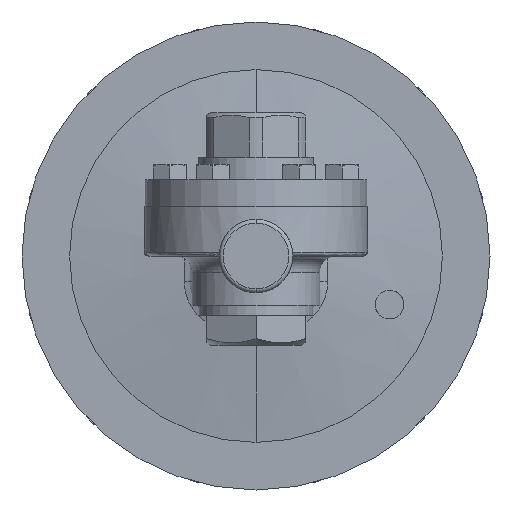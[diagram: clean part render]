
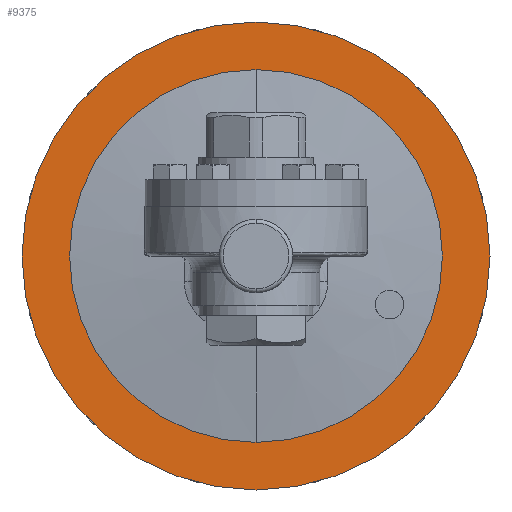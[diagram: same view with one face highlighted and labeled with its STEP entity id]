
A CAD part, front view. The second image highlights one B-rep face of the part: STEP entity #9375.
In plain terms, the highlighted planar face has unit normal (0, -1, 0).
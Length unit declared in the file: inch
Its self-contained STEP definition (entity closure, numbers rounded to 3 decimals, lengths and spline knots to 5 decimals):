
#322 = AXIS2_PLACEMENT_3D ( 'NONE', #2195, #9689, #3272 ) ;
#449 = EDGE_LOOP ( 'NONE', ( #1216, #8489 ) ) ;
#568 = CARTESIAN_POINT ( 'NONE',  ( 2.92289, 5.6117, 5.32413 ) ) ;
#1216 = ORIENTED_EDGE ( 'NONE', *, *, #8878, .T. ) ;
#1257 = CIRCLE ( 'NONE', #322, 3.565 ) ;
#1663 = DIRECTION ( 'NONE',  ( 0., 0., -1. ) ) ;
#1917 = FACE_BOUND ( 'NONE', #12817, .T. ) ;
#2195 = CARTESIAN_POINT ( 'NONE',  ( 2.92289, 5.6117, 5.32413 ) ) ;
#2443 = CARTESIAN_POINT ( 'NONE',  ( 2.92289, 5.6117, 8.16413 ) ) ;
#2499 = ORIENTED_EDGE ( 'NONE', *, *, #10716, .F. ) ;
#2562 = CARTESIAN_POINT ( 'NONE',  ( 2.92289, 5.6117, 2.48413 ) ) ;
#2587 = VERTEX_POINT ( 'NONE', #3078 ) ;
#2872 = VERTEX_POINT ( 'NONE', #2443 ) ;
#3034 = PLANE ( 'NONE',  #11558 ) ;
#3078 = CARTESIAN_POINT ( 'NONE',  ( 2.92289, 5.6117, 8.88913 ) ) ;
#3121 = ORIENTED_EDGE ( 'NONE', *, *, #12076, .F. ) ;
#3272 = DIRECTION ( 'NONE',  ( 0., 0., -1. ) ) ;
#3649 = CIRCLE ( 'NONE', #12457, 2.84 ) ;
#4093 = DIRECTION ( 'NONE',  ( 0., 0., -1. ) ) ;
#4551 = DIRECTION ( 'NONE',  ( 0., -1., 0. ) ) ;
#4737 = FACE_OUTER_BOUND ( 'NONE', #449, .T. ) ;
#5200 = DIRECTION ( 'NONE',  ( 0., -1., 0. ) ) ;
#7625 = VERTEX_POINT ( 'NONE', #9226 ) ;
#8064 = DIRECTION ( 'NONE',  ( 0., -1., 0. ) ) ;
#8311 = EDGE_CURVE ( 'NONE', #2587, #7625, #8470, .T. ) ;
#8470 = CIRCLE ( 'NONE', #10455, 3.565 ) ;
#8489 = ORIENTED_EDGE ( 'NONE', *, *, #8311, .T. ) ;
#8878 = EDGE_CURVE ( 'NONE', #7625, #2587, #1257, .T. ) ;
#9226 = CARTESIAN_POINT ( 'NONE',  ( 2.92289, 5.6117, 1.75913 ) ) ;
#9375 = ADVANCED_FACE ( 'NONE', ( #1917, #4737 ), #3034, .T. ) ;
#9429 = CIRCLE ( 'NONE', #13783, 2.84 ) ;
#9689 = DIRECTION ( 'NONE',  ( 0., -1., 0. ) ) ;
#10455 = AXIS2_PLACEMENT_3D ( 'NONE', #11618, #5200, #12713 ) ;
#10527 = DIRECTION ( 'NONE',  ( 0., -1., 0. ) ) ;
#10716 = EDGE_CURVE ( 'NONE', #2872, #13235, #9429, .T. ) ;
#10970 = CARTESIAN_POINT ( 'NONE',  ( 2.92289, 5.6117, 5.32413 ) ) ;
#11558 = AXIS2_PLACEMENT_3D ( 'NONE', #13695, #10527, #4093 ) ;
#11618 = CARTESIAN_POINT ( 'NONE',  ( 2.92289, 5.6117, 5.32413 ) ) ;
#12057 = DIRECTION ( 'NONE',  ( 0., 0., -1. ) ) ;
#12076 = EDGE_CURVE ( 'NONE', #13235, #2872, #3649, .T. ) ;
#12457 = AXIS2_PLACEMENT_3D ( 'NONE', #10970, #4551, #12057 ) ;
#12713 = DIRECTION ( 'NONE',  ( 0., 0., -1. ) ) ;
#12817 = EDGE_LOOP ( 'NONE', ( #2499, #3121 ) ) ;
#13235 = VERTEX_POINT ( 'NONE', #2562 ) ;
#13695 = CARTESIAN_POINT ( 'NONE',  ( 2.92289, 5.6117, 1.66913 ) ) ;
#13783 = AXIS2_PLACEMENT_3D ( 'NONE', #568, #8064, #1663 ) ;
